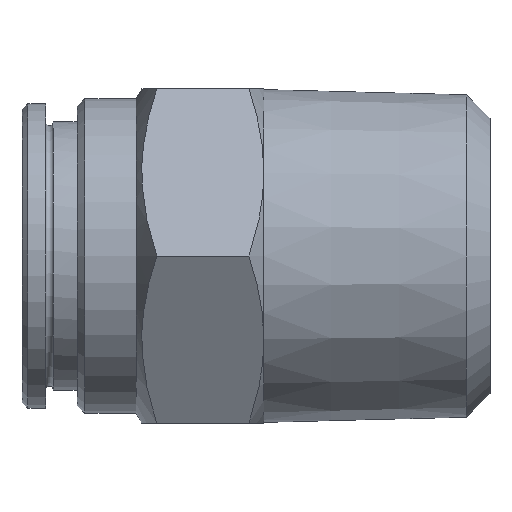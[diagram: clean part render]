
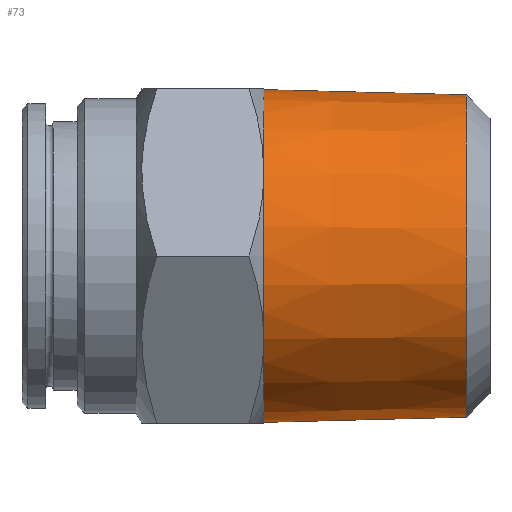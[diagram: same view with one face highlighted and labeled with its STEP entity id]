
A CAD part, left-side view. The second image highlights one B-rep face of the part: STEP entity #73.
In plain terms, the highlighted conical face has half-angle 1.47 degrees and reference radius 8.462 mm.
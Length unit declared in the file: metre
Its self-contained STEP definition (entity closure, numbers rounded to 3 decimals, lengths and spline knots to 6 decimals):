
#73 = ADVANCED_FACE( 'NONE', ( #186, #187 ), #188, .T. );
#186 = FACE_OUTER_BOUND( '', #351, .T. );
#187 = FACE_BOUND( '', #352, .T. );
#188 = CONICAL_SURFACE( '', #353, 0.008462, 0.026 );
#351 = EDGE_LOOP( '', ( #512 ) );
#352 = EDGE_LOOP( '', ( #513 ) );
#353 = AXIS2_PLACEMENT_3D( '', #514, #515, #516 );
#512 = ORIENTED_EDGE( '', *, *, #899, .T. );
#513 = ORIENTED_EDGE( '', *, *, #900, .F. );
#514 = CARTESIAN_POINT( '', ( 0., 0.0115, 0. ) );
#515 = DIRECTION( '', ( 0., 1., 0. ) );
#516 = DIRECTION( '', ( 0., 0., 1. ) );
#899 = EDGE_CURVE( 'NONE', #1049, #1049, #1050, .T. );
#900 = EDGE_CURVE( 'NONE', #1051, #1051, #1052, .T. );
#1049 = VERTEX_POINT( '', #1268 );
#1050 = CIRCLE( '', #1269, 0.008462 );
#1051 = VERTEX_POINT( '', #1270 );
#1052 = CIRCLE( '', #1271, 0.008198 );
#1268 = CARTESIAN_POINT( '', ( 0., 0.0115, -0.008462 ) );
#1269 = AXIS2_PLACEMENT_3D( '', #1691, #1692, #1693 );
#1270 = CARTESIAN_POINT( '', ( 0., 0.0012, -0.008198 ) );
#1271 = AXIS2_PLACEMENT_3D( '', #1694, #1695, #1696 );
#1691 = CARTESIAN_POINT( '', ( 0., 0.0115, 0. ) );
#1692 = DIRECTION( '', ( 0., -1., 0. ) );
#1693 = DIRECTION( '', ( 0., 0., -1. ) );
#1694 = CARTESIAN_POINT( '', ( 0., 0.0012, 0. ) );
#1695 = DIRECTION( '', ( 0., -1., 0. ) );
#1696 = DIRECTION( '', ( 0., 0., -1. ) );
